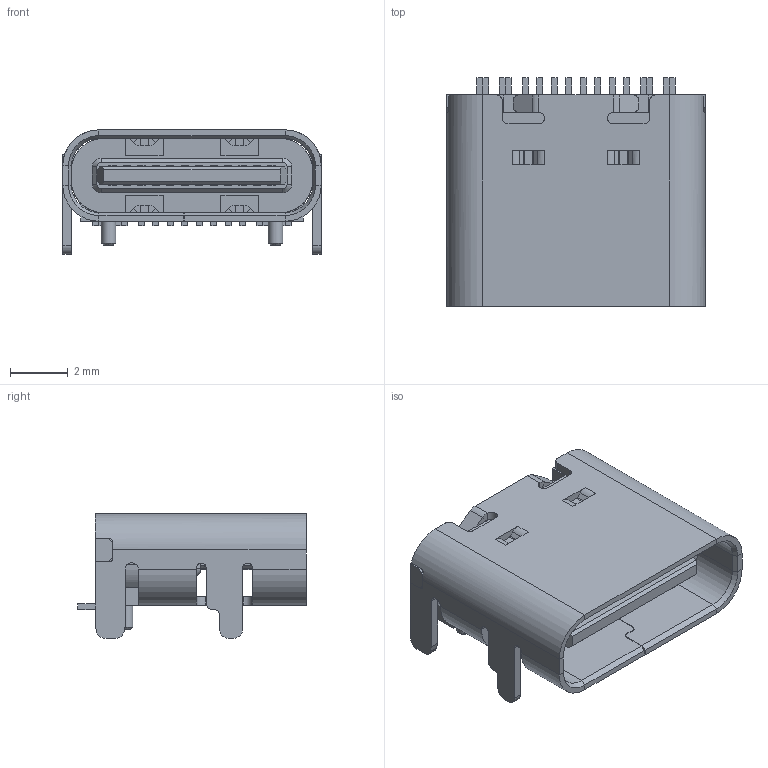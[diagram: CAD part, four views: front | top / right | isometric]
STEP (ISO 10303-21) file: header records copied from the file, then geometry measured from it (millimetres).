
FILE_DESCRIPTION(('FreeCAD Model'),'2;1');
FILE_NAME('Open CASCADE Shape Model','2024-06-08T09:45:12',(''),(''), 'Open CASCADE STEP processor 7.7','Ondsel','Unknown');
FILE_SCHEMA(('AUTOMOTIVE_DESIGN { 1 0 10303 214 1 1 1 1 }'));
Length unit declared in the file: millimetre
Products named in the file (43): TYPE-C-31-M-054; TYPE-C-31-M-12; TYPE-C-31-M-013; TYPE-C-31-M-014; TYPE-C-31-M-015; TYPE-C-31-M-016; TYPE-C-31-M-017; TYPE-C-31-M-018; TYPE-C-31-M-019; TYPE-C-31-M-020; TYPE-C-31-M-021; TYPE-C-31-M-022; TYPE-C-31-M-023; TYPE-C-31-M-024; TYPE-C-31-M-025; TYPE-C-31-M-026; TYPE-C-31-M-027; TYPE-C-31-M-028; TYPE-C-31-M-029; TYPE-C-31-M-030; TYPE-C-31-M-031; TYPE-C-31-M-032; TYPE-C-31-M-033; TYPE-C-31-M-034; TYPE-C-31-M-035; TYPE-C-31-M-036; TYPE-C-31-M-037; TYPE-C-31-M-038; TYPE-C-31-M-039; TYPE-C-31-M-040; TYPE-C-31-M-041; TYPE-C-31-M-042; TYPE-C-31-M-043; TYPE-C-31-M-044; TYPE-C-31-M-045; TYPE-C-31-M-046; TYPE-C-31-M-047; TYPE-C-31-M-048; TYPE-C-31-M-049; TYPE-C-31-M-050 ...
Assembly tree (42 placements, depth 2):
  TYPE-C-31-M-054
    TYPE-C-31-M-12
    TYPE-C-31-M-013
    TYPE-C-31-M-014
    TYPE-C-31-M-015
    TYPE-C-31-M-016
    TYPE-C-31-M-017
    TYPE-C-31-M-018
    TYPE-C-31-M-019
    TYPE-C-31-M-020
    TYPE-C-31-M-021
    TYPE-C-31-M-022
    TYPE-C-31-M-023
    TYPE-C-31-M-024
    TYPE-C-31-M-025
    TYPE-C-31-M-026
    TYPE-C-31-M-027
    TYPE-C-31-M-028
    TYPE-C-31-M-029
    TYPE-C-31-M-030
    TYPE-C-31-M-031
    TYPE-C-31-M-032
    TYPE-C-31-M-033
    TYPE-C-31-M-034
    TYPE-C-31-M-035
    TYPE-C-31-M-036
    TYPE-C-31-M-037
    TYPE-C-31-M-038
    TYPE-C-31-M-039
    TYPE-C-31-M-040
    TYPE-C-31-M-041
    TYPE-C-31-M-042
    TYPE-C-31-M-043
    TYPE-C-31-M-044
    TYPE-C-31-M-045
    TYPE-C-31-M-046
    TYPE-C-31-M-047
    TYPE-C-31-M-048
    TYPE-C-31-M-049
    TYPE-C-31-M-050
    TYPE-C-31-M-051
    TYPE-C-31-M-052
    TYPE-C-31-M-053
Bounding box: 8.94 x 7.91 x 4.3 mm (x, y, z)
Volume: 113.9 mm3; surface area: 518 mm2
Topology: 42 solids, 42 shells, 689 faces, 1671 edges, 1074 vertices
Faces by surface type: plane 549, cylinder 120, cone 20
Entity records: 21007 total; most frequent: CARTESIAN_POINT 3757, ORIENTED_EDGE 3342, DIRECTION 3279, EDGE_CURVE 1671, LINE 1375, VECTOR 1375, VERTEX_POINT 1074, AXIS2_PLACEMENT_3D 952
